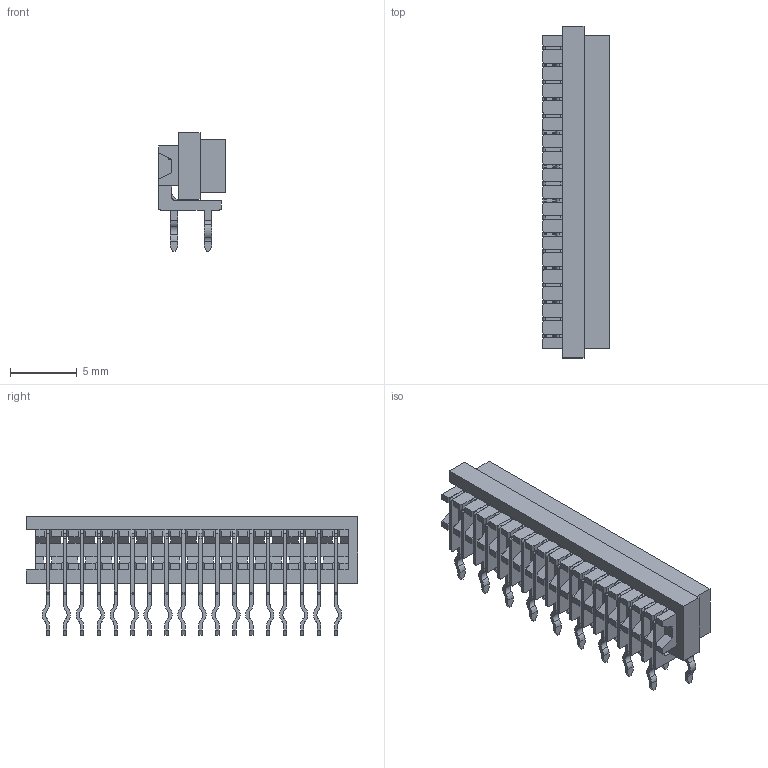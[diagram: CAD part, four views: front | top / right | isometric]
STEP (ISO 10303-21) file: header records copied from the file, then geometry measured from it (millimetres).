
FILE_DESCRIPTION(/* description */ ('Unknown'),/* implementation_level */ '2;1');
FILE_NAME(/* name */ 'J_Wurth_WR-MM_690368171872',/* time_stamp */ '2025-05-08T17:58:44+08:00',/* author */ ('Unknown'),/* organization */ ('Unknown'),/* preprocessor_version */ 'ST-DEVELOPER v19.4',/* originating_system */ 'Solid Edge',/* authorisation */ 'Unknown');
FILE_SCHEMA (('AUTOMOTIVE_DESIGN {1 0 10303 214 3 1 1}'));
Length unit declared in the file: millimetre
Products named in the file (2): J_Wurth_WR-MM_690368171872
Assembly tree (1 placements, depth 2):
  J_Wurth_WR-MM_690368171872
    J_Wurth_WR-MM_690368171872
Bounding box: 5 x 24.86 x 8.9 mm (x, y, z)
Volume: 446.2 mm3; surface area: 1698.3 mm2
Topology: 19 solids, 19 shells, 1606 faces, 4612 edges, 3026 vertices
Faces by surface type: plane 1156, cylinder 450
Entity records: 52412 total; most frequent: CARTESIAN_POINT 9246, ORIENTED_EDGE 9224, DIRECTION 8728, EDGE_CURVE 4612, LINE 3712, VECTOR 3712, VERTEX_POINT 3026, AXIS2_PLACEMENT_3D 2508
